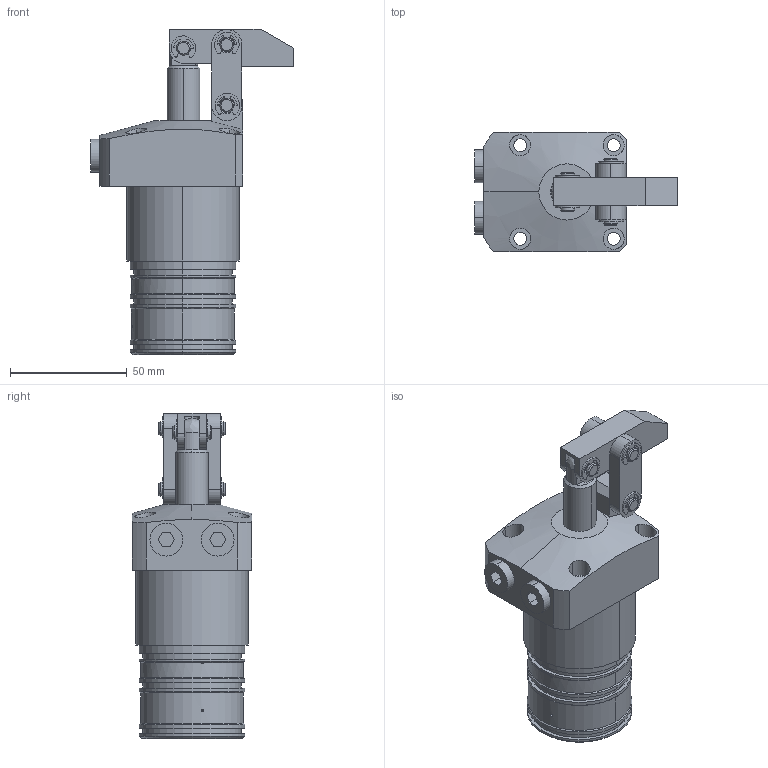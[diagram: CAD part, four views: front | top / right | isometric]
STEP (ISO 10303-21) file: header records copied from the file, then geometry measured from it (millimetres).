
FILE_DESCRIPTION (( 'STEP AP214' ), '1' );
FILE_NAME ('CLKA-048GM油压杠杆缸三维图 .STEP', '2021-02-03T00:24:59', ( 'PC' ), ( '' ), 'SwSTEP 2.0', 'SolidWorks 2016', '' );
FILE_SCHEMA (( 'AUTOMOTIVE_DESIGN' ));
Length unit declared in the file: millimetre
Products named in the file (9): CLKA-048GM油压杠杆缸三维图 ; 囀鞠褒黑芛郔陔1-8; 048GM掛极 ; 048活塞杆_1; 32G种2_2_1_2; 32G种1_2_1_2; 32G开口挡圈1_2_1_2; 32G蟀裝_2_1_2; 揤旋_3
Assembly tree (16 placements, depth 2):
  CLKA-048GM油压杠杆缸三维图 
    揤旋_3
    32G蟀裝_2_1_2  x2
    32G开口挡圈1_2_1_2  x6
    32G种1_2_1_2
    32G种2_2_1_2  x2
    048活塞杆_1
    048GM掛极 
    囀鞠褒黑芛郔陔1-8  x2
Bounding box: 86.75 x 51 x 139 mm (x, y, z)
Volume: 195583.5 mm3; surface area: 46690.3 mm2
Topology: 16 solids, 16 shells, 435 faces, 1050 edges, 679 vertices
Faces by surface type: cylinder 225, plane 147, cone 58, bspline 5
Entity records: 8577 total; most frequent: CARTESIAN_POINT 1953, DIRECTION 1408, ORIENTED_EDGE 1216, EDGE_CURVE 608, AXIS2_PLACEMENT_3D 566, VERTEX_POINT 389, EDGE_LOOP 319, CIRCLE 289
